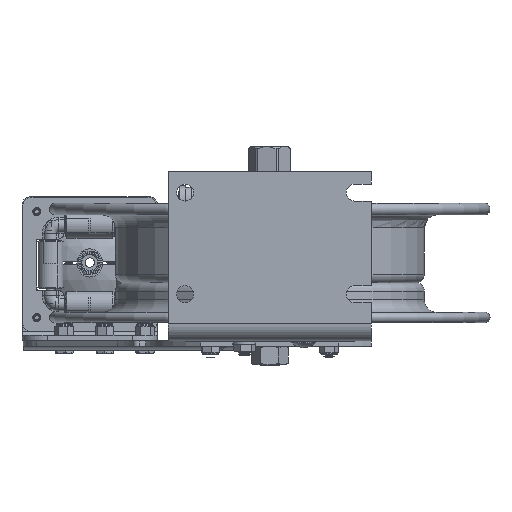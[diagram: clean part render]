
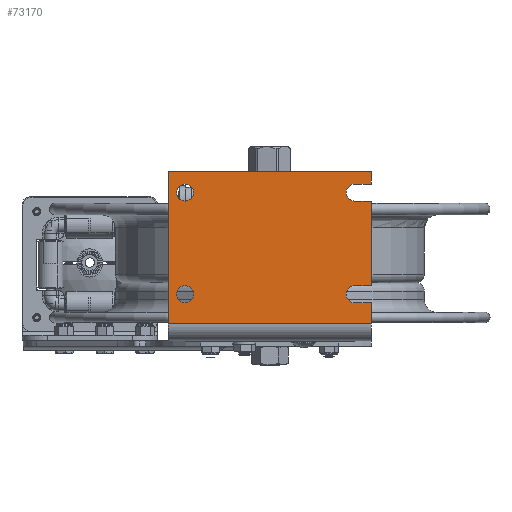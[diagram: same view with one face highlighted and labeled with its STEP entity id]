
A CAD part, front view. The second image highlights one B-rep face of the part: STEP entity #73170.
In plain terms, the highlighted planar face has unit normal (0, -1, 0).
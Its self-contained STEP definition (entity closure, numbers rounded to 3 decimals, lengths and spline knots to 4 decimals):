
#888=FACE_BOUND('',#11636,.T.);
#889=FACE_BOUND('',#11637,.T.);
#5890=PLANE('',#77459);
#8490=FACE_OUTER_BOUND('',#11635,.T.);
#11635=EDGE_LOOP('',(#65089,#65090,#65091,#65092,#65093,#65094,#65095,#65096,
#65097,#65098,#65099,#65100));
#11636=EDGE_LOOP('',(#65101));
#11637=EDGE_LOOP('',(#65102));
#17892=LINE('',#141663,#24538);
#17898=LINE('',#141674,#24544);
#17899=LINE('',#141677,#24545);
#17903=LINE('',#141689,#24549);
#17908=LINE('',#141698,#24554);
#17912=LINE('',#141719,#24558);
#17920=LINE('',#141734,#24566);
#17921=LINE('',#141737,#24567);
#17922=LINE('',#141739,#24568);
#17923=LINE('',#141740,#24569);
#24538=VECTOR('',#91314,0.3937);
#24544=VECTOR('',#91322,0.3937);
#24545=VECTOR('',#91325,0.3937);
#24549=VECTOR('',#91337,0.3937);
#24554=VECTOR('',#91344,0.3937);
#24558=VECTOR('',#91368,0.3937);
#24566=VECTOR('',#91380,0.3937);
#24567=VECTOR('',#91383,0.3937);
#24568=VECTOR('',#91384,0.3937);
#24569=VECTOR('',#91385,0.3937);
#26985=CIRCLE('',#77443,0.25);
#26987=CIRCLE('',#77448,0.25);
#26990=CIRCLE('',#77452,0.25);
#26992=CIRCLE('',#77455,0.25);
#35589=VERTEX_POINT('',#141661);
#35590=VERTEX_POINT('',#141662);
#35594=VERTEX_POINT('',#141672);
#35595=VERTEX_POINT('',#141676);
#35597=VERTEX_POINT('',#141682);
#35599=VERTEX_POINT('',#141688);
#35602=VERTEX_POINT('',#141696);
#35603=VERTEX_POINT('',#141700);
#35606=VERTEX_POINT('',#141708);
#35608=VERTEX_POINT('',#141714);
#35609=VERTEX_POINT('',#141718);
#35614=VERTEX_POINT('',#141732);
#35615=VERTEX_POINT('',#141736);
#35616=VERTEX_POINT('',#141738);
#47430=EDGE_CURVE('',#35589,#35590,#17892,.T.);
#47436=EDGE_CURVE('',#35590,#35594,#17898,.T.);
#47437=EDGE_CURVE('',#35594,#35595,#17899,.T.);
#47440=EDGE_CURVE('',#35595,#35597,#26985,.T.);
#47443=EDGE_CURVE('',#35597,#35599,#17903,.T.);
#47448=EDGE_CURVE('',#35599,#35602,#17908,.T.);
#47449=EDGE_CURVE('',#35603,#35589,#26987,.T.);
#47454=EDGE_CURVE('',#35606,#35606,#26990,.T.);
#47457=EDGE_CURVE('',#35608,#35608,#26992,.T.);
#47458=EDGE_CURVE('',#35609,#35603,#17912,.T.);
#47466=EDGE_CURVE('',#35602,#35614,#17920,.T.);
#47467=EDGE_CURVE('',#35614,#35615,#17921,.T.);
#47468=EDGE_CURVE('',#35616,#35615,#17922,.T.);
#47469=EDGE_CURVE('',#35616,#35609,#17923,.T.);
#65089=ORIENTED_EDGE('',*,*,#47458,.T.);
#65090=ORIENTED_EDGE('',*,*,#47449,.T.);
#65091=ORIENTED_EDGE('',*,*,#47430,.T.);
#65092=ORIENTED_EDGE('',*,*,#47436,.T.);
#65093=ORIENTED_EDGE('',*,*,#47437,.T.);
#65094=ORIENTED_EDGE('',*,*,#47440,.T.);
#65095=ORIENTED_EDGE('',*,*,#47443,.T.);
#65096=ORIENTED_EDGE('',*,*,#47448,.T.);
#65097=ORIENTED_EDGE('',*,*,#47466,.T.);
#65098=ORIENTED_EDGE('',*,*,#47467,.T.);
#65099=ORIENTED_EDGE('',*,*,#47468,.F.);
#65100=ORIENTED_EDGE('',*,*,#47469,.T.);
#65101=ORIENTED_EDGE('',*,*,#47454,.T.);
#65102=ORIENTED_EDGE('',*,*,#47457,.T.);
#73170=ADVANCED_FACE('',(#8490,#888,#889),#5890,.F.);
#77443=AXIS2_PLACEMENT_3D('',#141683,#91330,#91331);
#77448=AXIS2_PLACEMENT_3D('',#141701,#91347,#91348);
#77452=AXIS2_PLACEMENT_3D('',#141710,#91357,#91358);
#77455=AXIS2_PLACEMENT_3D('',#141716,#91364,#91365);
#77459=AXIS2_PLACEMENT_3D('',#141735,#91381,#91382);
#91314=DIRECTION('',(1.,0.,0.));
#91322=DIRECTION('',(0.,0.,1.));
#91325=DIRECTION('',(-1.,0.,0.));
#91330=DIRECTION('center_axis',(0.,1.,0.));
#91331=DIRECTION('ref_axis',(0.,0.,-1.));
#91337=DIRECTION('',(1.,0.,0.));
#91344=DIRECTION('',(0.,0.,1.));
#91347=DIRECTION('center_axis',(0.,1.,0.));
#91348=DIRECTION('ref_axis',(0.,0.,-1.));
#91357=DIRECTION('center_axis',(0.,1.,0.));
#91358=DIRECTION('ref_axis',(-1.,0.,0.));
#91364=DIRECTION('center_axis',(0.,1.,0.));
#91365=DIRECTION('ref_axis',(-1.,0.,0.));
#91368=DIRECTION('',(-1.,0.,0.));
#91380=DIRECTION('',(-1.,0.,0.));
#91381=DIRECTION('center_axis',(0.,1.,0.));
#91382=DIRECTION('ref_axis',(0.,0.,1.));
#91383=DIRECTION('',(0.,0.,-1.));
#91384=DIRECTION('',(-1.,0.,0.));
#91385=DIRECTION('',(0.,0.,1.));
#141661=CARTESIAN_POINT('',(2.5,-7.5,1.625));
#141662=CARTESIAN_POINT('',(3.,-7.5,1.625));
#141663=CARTESIAN_POINT('',(1.25,-7.5,1.625));
#141672=CARTESIAN_POINT('',(3.,-7.5,4.125));
#141674=CARTESIAN_POINT('',(3.,-7.5,0.));
#141676=CARTESIAN_POINT('',(2.5,-7.5,4.125));
#141677=CARTESIAN_POINT('',(1.5,-7.5,4.125));
#141682=CARTESIAN_POINT('',(2.5,-7.5,4.625));
#141683=CARTESIAN_POINT('Origin',(2.5,-7.5,4.375));
#141688=CARTESIAN_POINT('',(3.,-7.5,4.625));
#141689=CARTESIAN_POINT('',(1.25,-7.5,4.625));
#141696=CARTESIAN_POINT('',(3.,-7.5,5.));
#141698=CARTESIAN_POINT('',(3.,-7.5,0.));
#141700=CARTESIAN_POINT('',(2.5,-7.5,1.125));
#141701=CARTESIAN_POINT('Origin',(2.5,-7.5,1.375));
#141708=CARTESIAN_POINT('',(-2.25,-7.5,1.375));
#141710=CARTESIAN_POINT('Origin',(-2.5,-7.5,1.375));
#141714=CARTESIAN_POINT('',(-2.25,-7.5,4.375));
#141716=CARTESIAN_POINT('Origin',(-2.5,-7.5,4.375));
#141718=CARTESIAN_POINT('',(3.,-7.5,1.125));
#141719=CARTESIAN_POINT('',(1.5,-7.5,1.125));
#141732=CARTESIAN_POINT('',(-3.,-7.5,5.));
#141734=CARTESIAN_POINT('',(3.,-7.5,5.));
#141735=CARTESIAN_POINT('Origin',(0.,-7.5,2.5));
#141736=CARTESIAN_POINT('',(-3.,-7.5,0.5));
#141737=CARTESIAN_POINT('',(-3.,-7.5,5.));
#141738=CARTESIAN_POINT('',(3.,-7.5,0.5));
#141739=CARTESIAN_POINT('',(-3.,-7.5,0.5));
#141740=CARTESIAN_POINT('',(3.,-7.5,0.));
